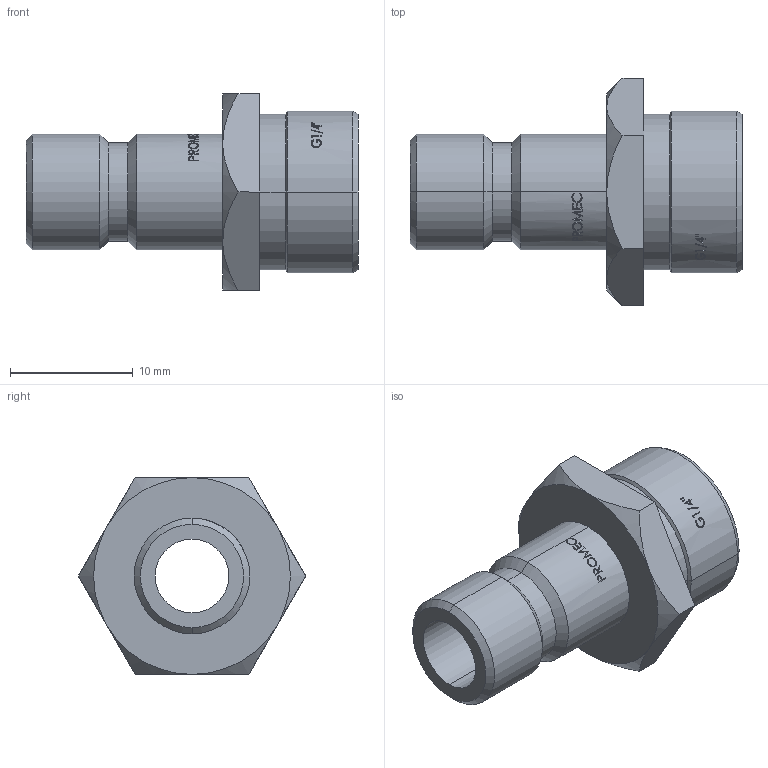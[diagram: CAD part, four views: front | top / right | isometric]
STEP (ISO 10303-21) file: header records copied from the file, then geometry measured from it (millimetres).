
FILE_DESCRIPTION (( 'STEP AP203' ), '1' );
FILE_NAME ('8ea9.STEP', '2023-01-25T12:18:27', ( '' ), ( '' ), 'SwSTEP 2.0', 'SolidWorks 2019', '' );
FILE_SCHEMA (( 'CONFIG_CONTROL_DESIGN' ));
Length unit declared in the file: millimetre
Products named in the file (1): 8ea9
Bounding box: 27 x 18.48 x 16 mm (x, y, z)
Volume: 2019.2 mm3; surface area: 1861.8 mm2
Topology: 1 solids, 1 shells, 172 faces, 434 edges, 282 vertices
Faces by surface type: bspline 93, plane 35, cylinder 28, cone 16
Entity records: 8586 total; most frequent: CARTESIAN_POINT 5185, ORIENTED_EDGE 868, EDGE_CURVE 434, DIRECTION 361, B_SPLINE_CURVE_WITH_KNOTS 301, VERTEX_POINT 282, EDGE_LOOP 192, ADVANCED_FACE 172
